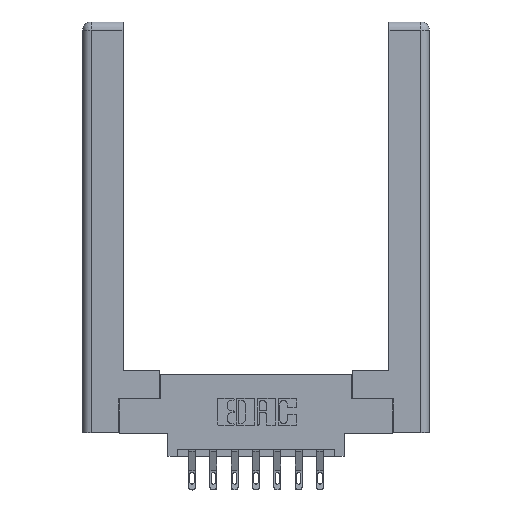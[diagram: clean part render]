
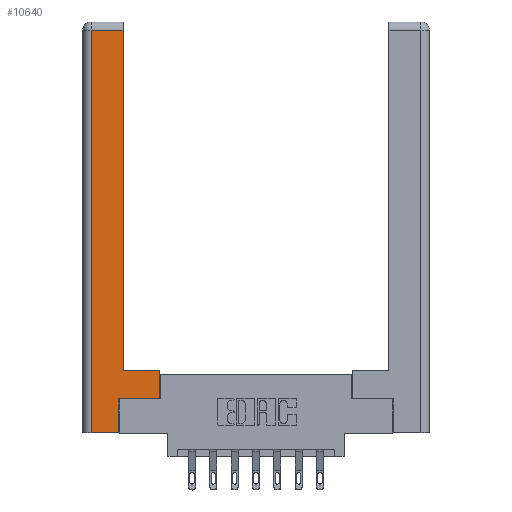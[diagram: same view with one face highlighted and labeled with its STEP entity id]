
A CAD part, top view. The second image highlights one B-rep face of the part: STEP entity #10640.
In plain terms, the highlighted planar face has unit normal (0, 0, 1).
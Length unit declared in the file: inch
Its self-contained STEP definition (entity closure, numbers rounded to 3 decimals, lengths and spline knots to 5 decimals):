
#47 = VECTOR ( 'NONE', #10181, 39.37008 ) ;
#164 = CARTESIAN_POINT ( 'NONE',  ( 0.295, 2.94, 0. ) ) ;
#187 = DIRECTION ( 'NONE',  ( 0., 1., 0. ) ) ;
#323 = CARTESIAN_POINT ( 'NONE',  ( 0.565, 0.45, 0. ) ) ;
#524 = LINE ( 'NONE', #10138, #47 ) ;
#540 = LINE ( 'NONE', #323, #1461 ) ;
#674 = EDGE_CURVE ( 'NONE', #11557, #8390, #524, .T. ) ;
#969 = CARTESIAN_POINT ( 'NONE',  ( 0.265, 0., 0. ) ) ;
#1192 = LINE ( 'NONE', #2839, #11919 ) ;
#1371 = ORIENTED_EDGE ( 'NONE', *, *, #11725, .T. ) ;
#1461 = VECTOR ( 'NONE', #187, 39.37008 ) ;
#1557 = CARTESIAN_POINT ( 'NONE',  ( 0., 0., 0. ) ) ;
#1919 = ORIENTED_EDGE ( 'NONE', *, *, #6903, .T. ) ;
#2024 = LINE ( 'NONE', #5141, #12430 ) ;
#2079 = CARTESIAN_POINT ( 'NONE',  ( 0.0615, 2.94, 0. ) ) ;
#2325 = CARTESIAN_POINT ( 'NONE',  ( 0.0615, 0., 0. ) ) ;
#2632 = EDGE_CURVE ( 'NONE', #6706, #10386, #2024, .T. ) ;
#2839 = CARTESIAN_POINT ( 'NONE',  ( 0.295, 0.45, 0. ) ) ;
#2871 = EDGE_LOOP ( 'NONE', ( #9692, #11296, #10579, #12497, #1919, #1371, #5014, #5335 ) ) ;
#2949 = CARTESIAN_POINT ( 'NONE',  ( 0.565, 0.245, 0. ) ) ;
#2962 = VERTEX_POINT ( 'NONE', #8570 ) ;
#3219 = LINE ( 'NONE', #2949, #4010 ) ;
#3447 = DIRECTION ( 'NONE',  ( -1., 0., 0. ) ) ;
#3912 = VECTOR ( 'NONE', #4370, 39.37008 ) ;
#3919 = CARTESIAN_POINT ( 'NONE',  ( 0.295, 3., 0. ) ) ;
#4010 = VECTOR ( 'NONE', #12032, 39.37008 ) ;
#4349 = EDGE_CURVE ( 'NONE', #6315, #12945, #1192, .T. ) ;
#4370 = DIRECTION ( 'NONE',  ( 0., -1., 0. ) ) ;
#5014 = ORIENTED_EDGE ( 'NONE', *, *, #6138, .T. ) ;
#5141 = CARTESIAN_POINT ( 'NONE',  ( 0.0615, 2.94, 0. ) ) ;
#5335 = ORIENTED_EDGE ( 'NONE', *, *, #4349, .T. ) ;
#5507 = CARTESIAN_POINT ( 'NONE',  ( 0.565, 0.45, 0. ) ) ;
#5625 = DIRECTION ( 'NONE',  ( -1., 0., 0. ) ) ;
#6053 = FACE_OUTER_BOUND ( 'NONE', #2871, .T. ) ;
#6138 = EDGE_CURVE ( 'NONE', #10688, #6315, #540, .T. ) ;
#6315 = VERTEX_POINT ( 'NONE', #5507 ) ;
#6706 = VERTEX_POINT ( 'NONE', #164 ) ;
#6710 = LINE ( 'NONE', #2325, #3912 ) ;
#6903 = EDGE_CURVE ( 'NONE', #8390, #2962, #6930, .T. ) ;
#6909 = DIRECTION ( 'NONE',  ( 0., 1., 0. ) ) ;
#6922 = AXIS2_PLACEMENT_3D ( 'NONE', #1557, #9440, #3447 ) ;
#6930 = LINE ( 'NONE', #7548, #11096 ) ;
#7227 = EDGE_CURVE ( 'NONE', #12945, #6706, #12170, .T. ) ;
#7548 = CARTESIAN_POINT ( 'NONE',  ( 0.265, 0.245, 0. ) ) ;
#8390 = VERTEX_POINT ( 'NONE', #969 ) ;
#8570 = CARTESIAN_POINT ( 'NONE',  ( 0.265, 0.245, 0. ) ) ;
#9220 = CARTESIAN_POINT ( 'NONE',  ( 0.0615, 0., 0. ) ) ;
#9440 = DIRECTION ( 'NONE',  ( 0., 0., -1. ) ) ;
#9692 = ORIENTED_EDGE ( 'NONE', *, *, #7227, .T. ) ;
#9831 = CARTESIAN_POINT ( 'NONE',  ( 0.565, 0.245, 0. ) ) ;
#9916 = DIRECTION ( 'NONE',  ( 0., 1., 0. ) ) ;
#9979 = EDGE_CURVE ( 'NONE', #10386, #11557, #6710, .T. ) ;
#10022 = DIRECTION ( 'NONE',  ( -1., 0., 0. ) ) ;
#10138 = CARTESIAN_POINT ( 'NONE',  ( 0.265, 0., 0. ) ) ;
#10181 = DIRECTION ( 'NONE',  ( 1., 0., 0. ) ) ;
#10386 = VERTEX_POINT ( 'NONE', #2079 ) ;
#10579 = ORIENTED_EDGE ( 'NONE', *, *, #9979, .T. ) ;
#10640 = ADVANCED_FACE ( 'NONE', ( #6053 ), #12670, .F. ) ;
#10688 = VERTEX_POINT ( 'NONE', #9831 ) ;
#11096 = VECTOR ( 'NONE', #6909, 39.37008 ) ;
#11296 = ORIENTED_EDGE ( 'NONE', *, *, #2632, .T. ) ;
#11557 = VERTEX_POINT ( 'NONE', #9220 ) ;
#11725 = EDGE_CURVE ( 'NONE', #2962, #10688, #3219, .T. ) ;
#11919 = VECTOR ( 'NONE', #5625, 39.37008 ) ;
#12015 = VECTOR ( 'NONE', #9916, 39.37008 ) ;
#12032 = DIRECTION ( 'NONE',  ( 1., 0., 0. ) ) ;
#12170 = LINE ( 'NONE', #3919, #12015 ) ;
#12430 = VECTOR ( 'NONE', #10022, 39.37008 ) ;
#12497 = ORIENTED_EDGE ( 'NONE', *, *, #674, .T. ) ;
#12670 = PLANE ( 'NONE',  #6922 ) ;
#12843 = CARTESIAN_POINT ( 'NONE',  ( 0.295, 0.45, 0. ) ) ;
#12945 = VERTEX_POINT ( 'NONE', #12843 ) ;
